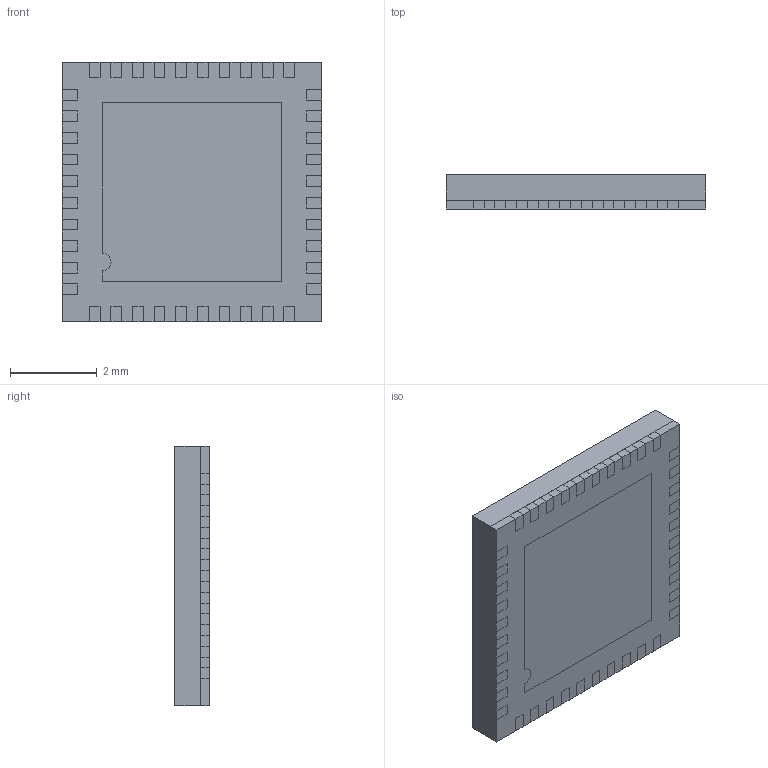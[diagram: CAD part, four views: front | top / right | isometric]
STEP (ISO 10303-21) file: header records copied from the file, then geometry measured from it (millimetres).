
FILE_DESCRIPTION (( 'STEP AP214' ), '1' );
FILE_NAME ('M-QFN40T.5-G3 40-LEAD DIE.STEP', '2020-03-13T03:10:47', ( '' ), ( '' ), 'SwSTEP 2.0', 'SolidWorks 2018', '' );
FILE_SCHEMA (( 'AUTOMOTIVE_DESIGN' ));
Length unit declared in the file: millimetre
Products named in the file (3): Lead Frame; M-QFN40T.5-G3 40-LEAD DIE; Frame and Body
Assembly tree (2 placements, depth 2):
  M-QFN40T.5-G3 40-LEAD DIE
    Lead Frame
    Frame and Body
Bounding box: 6 x 0.8 x 6 mm (x, y, z)
Volume: 11.3 mm3; surface area: 157.7 mm2
Topology: 43 solids, 43 shells, 788 faces, 1940 edges, 1240 vertices
Faces by surface type: plane 783, cylinder 5
Entity records: 23035 total; most frequent: CARTESIAN_POINT 3991, ORIENTED_EDGE 3880, DIRECTION 3524, EDGE_CURVE 1940, VECTOR 1930, LINE 1930, VERTEX_POINT 1240, AXIS2_PLACEMENT_3D 797
